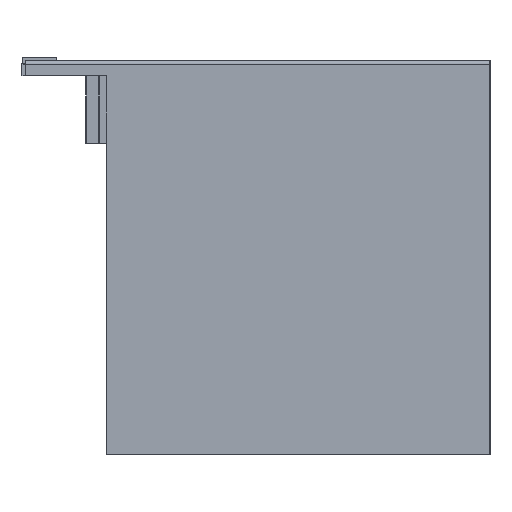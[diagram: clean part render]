
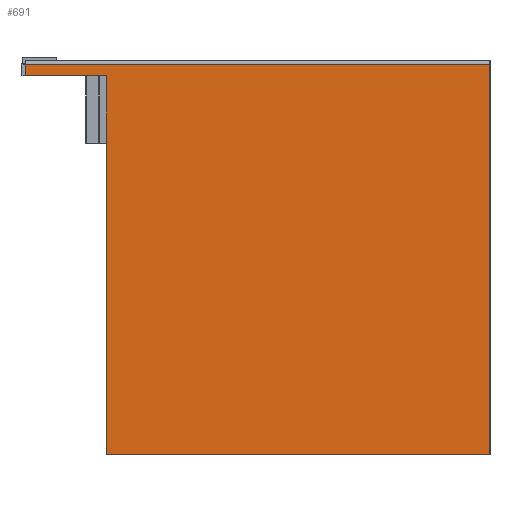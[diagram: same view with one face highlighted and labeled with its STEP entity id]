
A CAD part, left-side view. The second image highlights one B-rep face of the part: STEP entity #691.
In plain terms, the highlighted planar face has unit normal (-1, 0, -0.008).
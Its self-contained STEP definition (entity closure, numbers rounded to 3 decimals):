
#691 = ADVANCED_FACE( '', ( #1853 ), #1854, .T. );
#1853 = FACE_OUTER_BOUND( '', #3483, .T. );
#1854 = PLANE( '', #3484 );
#3483 = EDGE_LOOP( '', ( #5427, #5428, #5429, #5430, #5431, #5432 ) );
#3484 = AXIS2_PLACEMENT_3D( '', #5433, #5434, #5435 );
#5427 = ORIENTED_EDGE( '', *, *, #10633, .F. );
#5428 = ORIENTED_EDGE( '', *, *, #10634, .T. );
#5429 = ORIENTED_EDGE( '', *, *, #10390, .T. );
#5430 = ORIENTED_EDGE( '', *, *, #10635, .F. );
#5431 = ORIENTED_EDGE( '', *, *, #10636, .T. );
#5432 = ORIENTED_EDGE( '', *, *, #10637, .T. );
#5433 = CARTESIAN_POINT( '', ( -91.95, -150., -127.2 ) );
#5434 = DIRECTION( '', ( -1., 0., -0.008 ) );
#5435 = DIRECTION( '', ( -0.008, 0., 1. ) );
#10390 = EDGE_CURVE( '', #12603, #12607, #12609, .T. );
#10633 = EDGE_CURVE( '', #13042, #13043, #13044, .T. );
#10634 = EDGE_CURVE( '', #13042, #12603, #13045, .T. );
#10635 = EDGE_CURVE( '', #13046, #12607, #13047, .T. );
#10636 = EDGE_CURVE( '', #13046, #13048, #13049, .T. );
#10637 = EDGE_CURVE( '', #13048, #13043, #13050, .T. );
#12603 = VERTEX_POINT( '', #15896 );
#12607 = VERTEX_POINT( '', #15902 );
#12609 = LINE( '', #15905, #15906 );
#13042 = VERTEX_POINT( '', #16530 );
#13043 = VERTEX_POINT( '', #16531 );
#13044 = LINE( '', #16532, #16533 );
#13045 = LINE( '', #16534, #16535 );
#13046 = VERTEX_POINT( '', #16536 );
#13047 = LINE( '', #16537, #16538 );
#13048 = VERTEX_POINT( '', #16539 );
#13049 = LINE( '', #16540, #16541 );
#13050 = LINE( '', #16542, #16543 );
#15896 = CARTESIAN_POINT( '', ( -92.959, -26.15, -5. ) );
#15902 = CARTESIAN_POINT( '', ( -91.95, -26.15, -127.2 ) );
#15905 = CARTESIAN_POINT( '', ( -91.95, -26.15, -127.2 ) );
#15906 = VECTOR( '', #20550, 1000. );
#16530 = CARTESIAN_POINT( '', ( -92.959, 0., -5. ) );
#16531 = CARTESIAN_POINT( '', ( -92.99, 0., -1.311 ) );
#16532 = CARTESIAN_POINT( '', ( -91.95, 0., -127.2 ) );
#16533 = VECTOR( '', #20748, 1000. );
#16534 = CARTESIAN_POINT( '', ( -92.959, -150., -5. ) );
#16535 = VECTOR( '', #20749, 1000. );
#16536 = CARTESIAN_POINT( '', ( -91.95, -150., -127.2 ) );
#16537 = CARTESIAN_POINT( '', ( -91.95, -150., -127.2 ) );
#16538 = VECTOR( '', #20750, 1000. );
#16539 = CARTESIAN_POINT( '', ( -92.99, -150., -1.311 ) );
#16540 = CARTESIAN_POINT( '', ( -91.95, -150., -127.2 ) );
#16541 = VECTOR( '', #20751, 1000. );
#16542 = CARTESIAN_POINT( '', ( -92.99, -150., -1.311 ) );
#16543 = VECTOR( '', #20752, 1000. );
#20550 = DIRECTION( '', ( 0.008, 0., -1. ) );
#20748 = DIRECTION( '', ( -0.008, 0., 1. ) );
#20749 = DIRECTION( '', ( 0., -1., 0. ) );
#20750 = DIRECTION( '', ( 0., 1., 0. ) );
#20751 = DIRECTION( '', ( -0.008, 0., 1. ) );
#20752 = DIRECTION( '', ( 0., 1., 0. ) );
